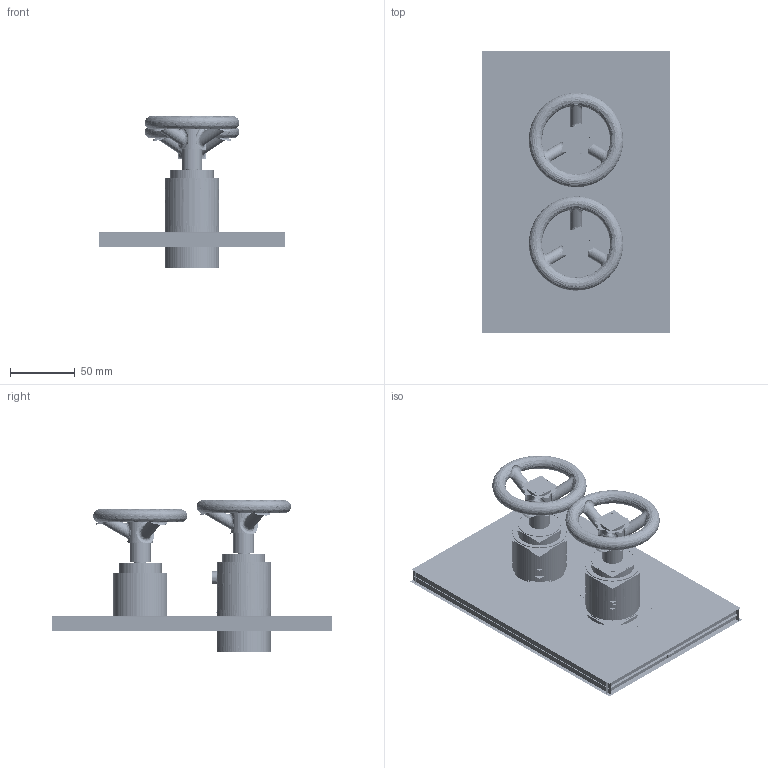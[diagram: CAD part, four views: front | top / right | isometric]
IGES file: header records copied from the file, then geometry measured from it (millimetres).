
Start section:  PTC IGES file: 3-2923ts.igs
Global section: file name: 3-2923ts.igs; native system: Creo Parametric by Parametric Technology Corporation; preprocessor: 2014000; author: vinay.hs; organization: Unknown; date: 20170227.160335; units: inch
Bounding box: 145.29 x 217.93 x 117.94 mm (x, y, z)
Volume: 279680 mm3; surface area: 2444992.6 mm2
Topology: 22 solids, 37 shells, 4264 faces, 23986 edges, 31897 vertices
Faces by surface type: bspline 1890, revolution 1662, extrusion 712
